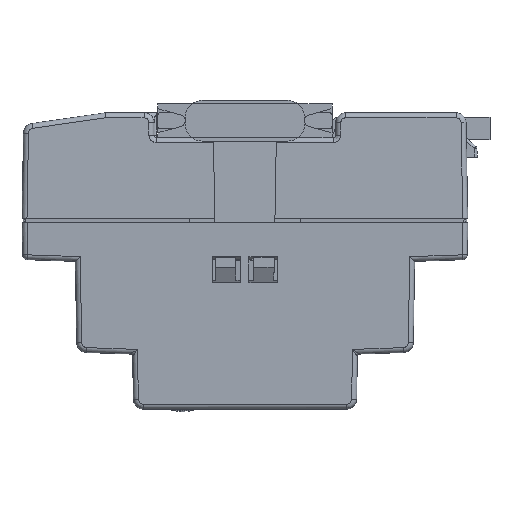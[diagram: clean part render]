
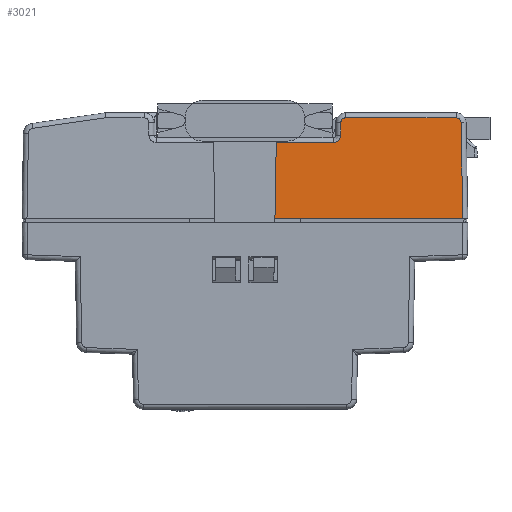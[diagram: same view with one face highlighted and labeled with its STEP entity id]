
A CAD part, front view. The second image highlights one B-rep face of the part: STEP entity #3021.
In plain terms, the highlighted planar face has unit normal (0, -1, 0.018).
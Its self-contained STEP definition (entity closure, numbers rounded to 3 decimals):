
#3021 = ADVANCED_FACE( '', ( #7284 ), #7285, .F. );
#7284 = FACE_OUTER_BOUND( '', #13417, .T. );
#7285 = PLANE( '', #13418 );
#13417 = EDGE_LOOP( '', ( #23912, #23913, #23914, #23915, #23916, #23917, #23918, #23919, #23920 ) );
#13418 = AXIS2_PLACEMENT_3D( '', #23921, #23922, #23923 );
#23912 = ORIENTED_EDGE( '', *, *, #35682, .F. );
#23913 = ORIENTED_EDGE( '', *, *, #37208, .F. );
#23914 = ORIENTED_EDGE( '', *, *, #37209, .T. );
#23915 = ORIENTED_EDGE( '', *, *, #37210, .T. );
#23916 = ORIENTED_EDGE( '', *, *, #37211, .T. );
#23917 = ORIENTED_EDGE( '', *, *, #37212, .T. );
#23918 = ORIENTED_EDGE( '', *, *, #37213, .T. );
#23919 = ORIENTED_EDGE( '', *, *, #37214, .T. );
#23920 = ORIENTED_EDGE( '', *, *, #37215, .T. );
#23921 = CARTESIAN_POINT( '', ( 45.918, -13.15, -15.53 ) );
#23922 = DIRECTION( '', ( 0., 1., -0.017 ) );
#23923 = DIRECTION( '', ( -1., 0., 0. ) );
#35682 = EDGE_CURVE( '', #42579, #42581, #42582, .T. );
#37208 = EDGE_CURVE( '', #45023, #42579, #45024, .T. );
#37209 = EDGE_CURVE( '', #45023, #45025, #45026, .T. );
#37210 = EDGE_CURVE( '', #45025, #45027, #45028, .T. );
#37211 = EDGE_CURVE( '', #45027, #45029, #45030, .T. );
#37212 = EDGE_CURVE( '', #45029, #45031, #45032, .T. );
#37213 = EDGE_CURVE( '', #45031, #45033, #45034, .T. );
#37214 = EDGE_CURVE( '', #45033, #45035, #45036, .T. );
#37215 = EDGE_CURVE( '', #45035, #42581, #45037, .T. );
#42579 = VERTEX_POINT( '', #52568 );
#42581 = VERTEX_POINT( '', #52571 );
#42582 = LINE( '', #52572, #52573 );
#45023 = VERTEX_POINT( '', #56553 );
#45024 = LINE( '', #56554, #56555 );
#45025 = VERTEX_POINT( '', #56556 );
#45026 = LINE( '', #56557, #56558 );
#45027 = VERTEX_POINT( '', #56559 );
#45028 = CIRCLE( '', #56560, 1. );
#45029 = VERTEX_POINT( '', #56561 );
#45030 = LINE( '', #56562, #56563 );
#45031 = VERTEX_POINT( '', #56564 );
#45032 = CIRCLE( '', #56565, 1. );
#45033 = VERTEX_POINT( '', #56566 );
#45034 = LINE( '', #56567, #56568 );
#45035 = VERTEX_POINT( '', #56569 );
#45036 = B_SPLINE_CURVE_WITH_KNOTS( '', 2, ( #56570, #56571, #56572, #56573, #56574, #56575, #56576, #56577, #56578 ), .UNSPECIFIED., .F., .F., ( 3, 2, 2, 2, 3 ), ( 0., 0.25, 0.5, 0.75, 1. ), .UNSPECIFIED. );
#45037 = LINE( '', #56579, #56580 );
#52568 = CARTESIAN_POINT( '', ( 6.035, -13.15, -15.53 ) );
#52571 = CARTESIAN_POINT( '', ( 6.3, -12.885, -0.312 ) );
#52572 = CARTESIAN_POINT( '', ( 6.035, -13.15, -15.53 ) );
#52573 = VECTOR( '', #64584, 1000. );
#56553 = CARTESIAN_POINT( '', ( 43.747, -13.15, -15.53 ) );
#56554 = CARTESIAN_POINT( '', ( 43.747, -13.15, -15.53 ) );
#56555 = VECTOR( '', #66040, 1000. );
#56556 = CARTESIAN_POINT( '', ( 43.411, -12.815, 3.705 ) );
#56557 = CARTESIAN_POINT( '', ( 43.747, -13.15, -15.53 ) );
#56558 = VECTOR( '', #66041, 1000. );
#56559 = CARTESIAN_POINT( '', ( 42.411, -12.797, 4.688 ) );
#56560 = AXIS2_PLACEMENT_3D( '', #66042, #66043, #66044 );
#56561 = CARTESIAN_POINT( '', ( 20.246, -12.797, 4.688 ) );
#56562 = CARTESIAN_POINT( '', ( 42.411, -12.797, 4.688 ) );
#56563 = VECTOR( '', #66045, 1000. );
#56564 = CARTESIAN_POINT( '', ( 19.246, -12.815, 3.688 ) );
#56565 = AXIS2_PLACEMENT_3D( '', #66046, #66047, #66048 );
#56566 = CARTESIAN_POINT( '', ( 19.246, -12.858, 1.188 ) );
#56567 = CARTESIAN_POINT( '', ( 19.246, -12.815, 3.688 ) );
#56568 = VECTOR( '', #66049, 1000. );
#56569 = CARTESIAN_POINT( '', ( 17.746, -12.885, -0.312 ) );
#56570 = CARTESIAN_POINT( '', ( 19.246, -12.858, 1.188 ) );
#56571 = CARTESIAN_POINT( '', ( 19.246, -12.864, 0.889 ) );
#56572 = CARTESIAN_POINT( '', ( 19.132, -12.869, 0.612 ) );
#56573 = CARTESIAN_POINT( '', ( 19.018, -12.873, 0.338 ) );
#56574 = CARTESIAN_POINT( '', ( 18.806, -12.877, 0.126 ) );
#56575 = CARTESIAN_POINT( '', ( 18.596, -12.881, -0.084 ) );
#56576 = CARTESIAN_POINT( '', ( 18.32, -12.883, -0.198 ) );
#56577 = CARTESIAN_POINT( '', ( 18.045, -12.885, -0.312 ) );
#56578 = CARTESIAN_POINT( '', ( 17.746, -12.885, -0.312 ) );
#56579 = CARTESIAN_POINT( '', ( 17.746, -12.885, -0.312 ) );
#56580 = VECTOR( '', #66050, 1000. );
#64584 = DIRECTION( '', ( 0.017, 0.017, 1. ) );
#66040 = DIRECTION( '', ( -1., 0., 0. ) );
#66041 = DIRECTION( '', ( -0.017, 0.017, 1. ) );
#66042 = CARTESIAN_POINT( '', ( 42.411, -12.815, 3.688 ) );
#66043 = DIRECTION( '', ( 0., -1., 0.017 ) );
#66044 = DIRECTION( '', ( 1., 0., 0.017 ) );
#66045 = DIRECTION( '', ( -1., 0., 0. ) );
#66046 = CARTESIAN_POINT( '', ( 20.246, -12.815, 3.688 ) );
#66047 = DIRECTION( '', ( 0., -1., 0.017 ) );
#66048 = DIRECTION( '', ( 0., 0.017, 1. ) );
#66049 = DIRECTION( '', ( 0., -0.017, -1. ) );
#66050 = DIRECTION( '', ( -1., 0., 0. ) );
